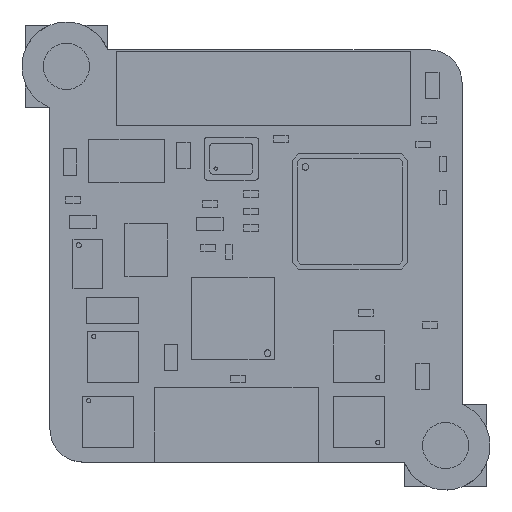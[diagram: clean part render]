
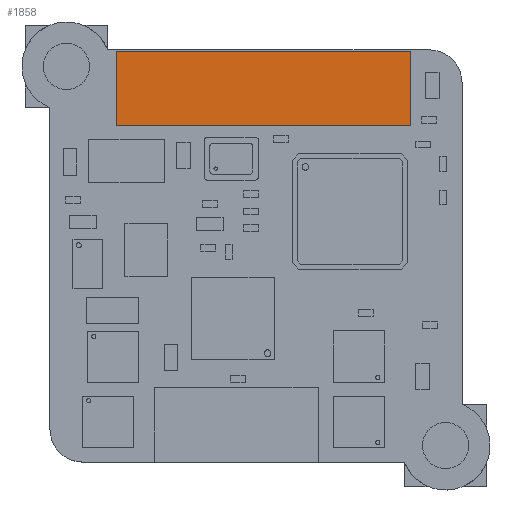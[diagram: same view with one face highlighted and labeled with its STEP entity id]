
A CAD part, top view. The second image highlights one B-rep face of the part: STEP entity #1858.
In plain terms, the highlighted planar face has unit normal (0, 0, 1).
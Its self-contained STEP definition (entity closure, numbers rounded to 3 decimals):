
#1858=ADVANCED_FACE('',(#3635),#3636,.T.);
#3635=FACE_OUTER_BOUND('',#5430,.T.);
#3636=PLANE('',#5431);
#5430=EDGE_LOOP('',(#9947,#9948,#9949,#9950));
#5431=AXIS2_PLACEMENT_3D('',#9951,#9952,#9953);
#9947=ORIENTED_EDGE('',*,*,#11358,.F.);
#9948=ORIENTED_EDGE('',*,*,#10688,.F.);
#9949=ORIENTED_EDGE('',*,*,#11169,.F.);
#9950=ORIENTED_EDGE('',*,*,#10705,.F.);
#9951=CARTESIAN_POINT('',(12.953,22.66,7.53));
#9952=DIRECTION('',(0.0,0.0,1.0));
#9953=DIRECTION('',(1.0,0.0,0.0));
#10688=EDGE_CURVE('',#12927,#12929,#12930,.T.);
#10705=EDGE_CURVE('',#12954,#12956,#12957,.T.);
#11169=EDGE_CURVE('',#12956,#12927,#13621,.T.);
#11358=EDGE_CURVE('',#12929,#12954,#13869,.T.);
#12927=VERTEX_POINT('',#15982);
#12929=VERTEX_POINT('',#15985);
#12930=LINE('',#15986,#15987);
#12954=VERTEX_POINT('',#16022);
#12956=VERTEX_POINT('',#16025);
#12957=LINE('',#16026,#16027);
#13621=LINE('',#16989,#16990);
#13869=LINE('',#17353,#17354);
#15982=CARTESIAN_POINT('',(4.032,20.406,7.53));
#15985=CARTESIAN_POINT('',(4.032,24.915,7.53));
#15986=CARTESIAN_POINT('',(4.032,24.915,7.53));
#15987=VECTOR('',#18617,1.0);
#16022=CARTESIAN_POINT('',(21.875,24.915,7.53));
#16025=CARTESIAN_POINT('',(21.875,20.406,7.53));
#16026=CARTESIAN_POINT('',(21.875,20.406,7.53));
#16027=VECTOR('',#18630,1.0);
#16989=CARTESIAN_POINT('',(4.032,20.406,7.53));
#16990=VECTOR('',#19016,1.0);
#17353=CARTESIAN_POINT('',(21.875,24.915,7.53));
#17354=VECTOR('',#19156,1.0);
#18617=DIRECTION('',(0.0,1.0,0.0));
#18630=DIRECTION('',(-0.0,-1.0,-0.0));
#19016=DIRECTION('',(-1.0,-0.0,-0.0));
#19156=DIRECTION('',(1.0,0.0,0.0));
